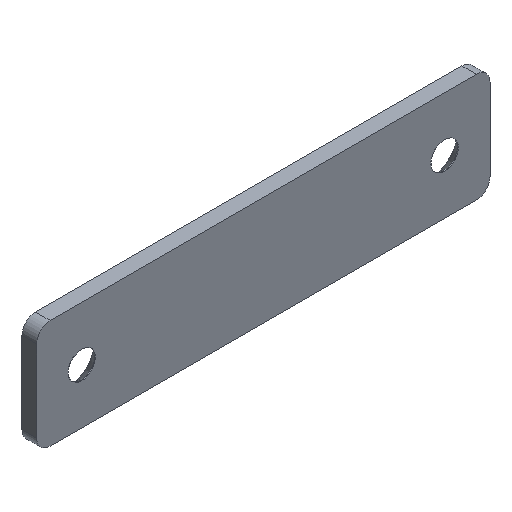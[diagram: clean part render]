
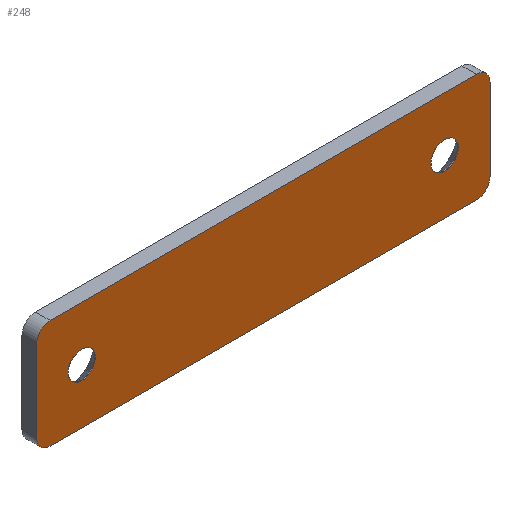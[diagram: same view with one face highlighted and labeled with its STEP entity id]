
A CAD part, isometric view. The second image highlights one B-rep face of the part: STEP entity #248.
In plain terms, the highlighted planar face has unit normal (0, -1, 0).
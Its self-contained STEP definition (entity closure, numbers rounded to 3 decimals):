
#5 = CARTESIAN_POINT ( 'NONE',  ( -25., 0., -4.5 ) ) ;
#6 = CARTESIAN_POINT ( 'NONE',  ( 25., 0., 4.5 ) ) ;
#8 = CARTESIAN_POINT ( 'NONE',  ( 20., 0., 0. ) ) ;
#12 = DIRECTION ( 'NONE',  ( 0., 1., 0. ) ) ;
#14 = CARTESIAN_POINT ( 'NONE',  ( -20., 0., -1.5 ) ) ;
#15 = CARTESIAN_POINT ( 'NONE',  ( 20., 0., 1.5 ) ) ;
#16 = CARTESIAN_POINT ( 'NONE',  ( 25., 0., -4.5 ) ) ;
#17 = CARTESIAN_POINT ( 'NONE',  ( 20., 0., -1.5 ) ) ;
#20 = CARTESIAN_POINT ( 'NONE',  ( -23.5, 0., 6. ) ) ;
#21 = CARTESIAN_POINT ( 'NONE',  ( -25., 0., 4.5 ) ) ;
#22 = CARTESIAN_POINT ( 'NONE',  ( -20., 0., 1.5 ) ) ;
#23 = DIRECTION ( 'NONE',  ( 0., 0., 1. ) ) ;
#28 = CARTESIAN_POINT ( 'NONE',  ( 23.5, 0., 6. ) ) ;
#31 = CARTESIAN_POINT ( 'NONE',  ( 23.5, 0., -6. ) ) ;
#34 = CARTESIAN_POINT ( 'NONE',  ( -23.5, 0., -6. ) ) ;
#41 = CIRCLE ( 'NONE', #46, 1.5 ) ;
#46 = AXIS2_PLACEMENT_3D ( 'NONE', #210, #179, #180 ) ;
#48 = AXIS2_PLACEMENT_3D ( 'NONE', #171, #172, #228 ) ;
#74 = ORIENTED_EDGE ( 'NONE', *, *, #262, .F. ) ;
#75 = ORIENTED_EDGE ( 'NONE', *, *, #277, .T. ) ;
#77 = VERTEX_POINT ( 'NONE', #34 ) ;
#79 = EDGE_LOOP ( 'NONE', ( #89, #91 ) ) ;
#83 = ORIENTED_EDGE ( 'NONE', *, *, #289, .F. ) ;
#85 = VERTEX_POINT ( 'NONE', #17 ) ;
#88 = VERTEX_POINT ( 'NONE', #14 ) ;
#89 = ORIENTED_EDGE ( 'NONE', *, *, #285, .T. ) ;
#91 = ORIENTED_EDGE ( 'NONE', *, *, #236, .T. ) ;
#95 = ORIENTED_EDGE ( 'NONE', *, *, #240, .F. ) ;
#99 = ORIENTED_EDGE ( 'NONE', *, *, #252, .F. ) ;
#100 = VERTEX_POINT ( 'NONE', #15 ) ;
#112 = ORIENTED_EDGE ( 'NONE', *, *, #288, .F. ) ;
#113 = EDGE_LOOP ( 'NONE', ( #114, #139, #112, #95, #99, #74, #83, #126 ) ) ;
#114 = ORIENTED_EDGE ( 'NONE', *, *, #280, .F. ) ;
#115 = VERTEX_POINT ( 'NONE', #28 ) ;
#119 = VERTEX_POINT ( 'NONE', #31 ) ;
#126 = ORIENTED_EDGE ( 'NONE', *, *, #260, .F. ) ;
#127 = VERTEX_POINT ( 'NONE', #20 ) ;
#128 = VERTEX_POINT ( 'NONE', #16 ) ;
#131 = VERTEX_POINT ( 'NONE', #5 ) ;
#137 = EDGE_LOOP ( 'NONE', ( #140, #75 ) ) ;
#139 = ORIENTED_EDGE ( 'NONE', *, *, #257, .F. ) ;
#140 = ORIENTED_EDGE ( 'NONE', *, *, #266, .T. ) ;
#141 = VERTEX_POINT ( 'NONE', #22 ) ;
#147 = VERTEX_POINT ( 'NONE', #21 ) ;
#150 = VERTEX_POINT ( 'NONE', #6 ) ;
#154 = DIRECTION ( 'NONE',  ( 0., 1., 0. ) ) ;
#156 = DIRECTION ( 'NONE',  ( 0., 1., 0. ) ) ;
#171 = CARTESIAN_POINT ( 'NONE',  ( -23.5, 0., 4.5 ) ) ;
#172 = DIRECTION ( 'NONE',  ( 0., 1., 0. ) ) ;
#175 = CARTESIAN_POINT ( 'NONE',  ( -23.5, 0., -4.5 ) ) ;
#179 = DIRECTION ( 'NONE',  ( 0., 1., 0. ) ) ;
#180 = DIRECTION ( 'NONE',  ( 0., 0., -1. ) ) ;
#183 = DIRECTION ( 'NONE',  ( 0., 0., -1. ) ) ;
#192 = DIRECTION ( 'NONE',  ( 0., 0., 1. ) ) ;
#199 = DIRECTION ( 'NONE',  ( 0., 1., 0. ) ) ;
#201 = DIRECTION ( 'NONE',  ( 0., 0., 1. ) ) ;
#210 = CARTESIAN_POINT ( 'NONE',  ( 23.5, 0., -4.5 ) ) ;
#211 = CARTESIAN_POINT ( 'NONE',  ( 20., 0., 0. ) ) ;
#228 = DIRECTION ( 'NONE',  ( 0., 0., 1. ) ) ;
#236 = EDGE_CURVE ( 'NONE', #85, #100, #300, .T. ) ;
#240 = EDGE_CURVE ( 'NONE', #150, #128, #536, .T. ) ;
#248 = ADVANCED_FACE ( 'NONE', ( #554, #523, #541 ), #402, .T. ) ;
#252 = EDGE_CURVE ( 'NONE', #115, #150, #357, .T. ) ;
#257 = EDGE_CURVE ( 'NONE', #119, #77, #555, .T. ) ;
#260 = EDGE_CURVE ( 'NONE', #131, #147, #512, .T. ) ;
#262 = EDGE_CURVE ( 'NONE', #127, #115, #604, .T. ) ;
#266 = EDGE_CURVE ( 'NONE', #141, #88, #366, .T. ) ;
#277 = EDGE_CURVE ( 'NONE', #88, #141, #365, .T. ) ;
#280 = EDGE_CURVE ( 'NONE', #77, #131, #321, .T. ) ;
#285 = EDGE_CURVE ( 'NONE', #100, #85, #355, .T. ) ;
#288 = EDGE_CURVE ( 'NONE', #128, #119, #41, .T. ) ;
#289 = EDGE_CURVE ( 'NONE', #147, #127, #333, .T. ) ;
#300 = CIRCLE ( 'NONE', #301, 1.5 ) ;
#301 = AXIS2_PLACEMENT_3D ( 'NONE', #8, #12, #23 ) ;
#306 = AXIS2_PLACEMENT_3D ( 'NONE', #491, #471, #500 ) ;
#310 = VECTOR ( 'NONE', #432, 1000. ) ;
#318 = VECTOR ( 'NONE', #480, 1000. ) ;
#319 = VECTOR ( 'NONE', #425, 1000. ) ;
#321 = CIRCLE ( 'NONE', #338, 1.5 ) ;
#323 = AXIS2_PLACEMENT_3D ( 'NONE', #211, #156, #201 ) ;
#333 = CIRCLE ( 'NONE', #48, 1.5 ) ;
#338 = AXIS2_PLACEMENT_3D ( 'NONE', #175, #199, #183 ) ;
#339 = AXIS2_PLACEMENT_3D ( 'NONE', #481, #154, #192 ) ;
#341 = VECTOR ( 'NONE', #448, 1000. ) ;
#346 = AXIS2_PLACEMENT_3D ( 'NONE', #466, #430, #428 ) ;
#347 = AXIS2_PLACEMENT_3D ( 'NONE', #411, #509, #438 ) ;
#355 = CIRCLE ( 'NONE', #323, 1.5 ) ;
#357 = CIRCLE ( 'NONE', #306, 1.5 ) ;
#365 = CIRCLE ( 'NONE', #339, 1.5 ) ;
#366 = CIRCLE ( 'NONE', #346, 1.5 ) ;
#402 = PLANE ( 'NONE',  #347 ) ;
#406 = CARTESIAN_POINT ( 'NONE',  ( 25., 0., -4.5 ) ) ;
#411 = CARTESIAN_POINT ( 'NONE',  ( -23.5, 0., -4.5 ) ) ;
#422 = CARTESIAN_POINT ( 'NONE',  ( -23.5, 0., -6. ) ) ;
#423 = CARTESIAN_POINT ( 'NONE',  ( -25., 0., -4.5 ) ) ;
#425 = DIRECTION ( 'NONE',  ( 0., 0., 1. ) ) ;
#428 = DIRECTION ( 'NONE',  ( 0., 0., 1. ) ) ;
#430 = DIRECTION ( 'NONE',  ( 0., 1., 0. ) ) ;
#432 = DIRECTION ( 'NONE',  ( 0., 0., -1. ) ) ;
#438 = DIRECTION ( 'NONE',  ( 0., 0., -1. ) ) ;
#448 = DIRECTION ( 'NONE',  ( -1., 0., 0. ) ) ;
#459 = CARTESIAN_POINT ( 'NONE',  ( -23.5, 0., 6. ) ) ;
#466 = CARTESIAN_POINT ( 'NONE',  ( -20., 0., 0. ) ) ;
#471 = DIRECTION ( 'NONE',  ( 0., 1., 0. ) ) ;
#480 = DIRECTION ( 'NONE',  ( 1., 0., 0. ) ) ;
#481 = CARTESIAN_POINT ( 'NONE',  ( -20., 0., 0. ) ) ;
#491 = CARTESIAN_POINT ( 'NONE',  ( 23.5, 0., 4.5 ) ) ;
#500 = DIRECTION ( 'NONE',  ( 0., 0., 1. ) ) ;
#509 = DIRECTION ( 'NONE',  ( 0., -1., 0. ) ) ;
#512 = LINE ( 'NONE', #423, #319 ) ;
#523 = FACE_BOUND ( 'NONE', #137, .T. ) ;
#536 = LINE ( 'NONE', #406, #310 ) ;
#541 = FACE_OUTER_BOUND ( 'NONE', #113, .T. ) ;
#554 = FACE_BOUND ( 'NONE', #79, .T. ) ;
#555 = LINE ( 'NONE', #422, #341 ) ;
#604 = LINE ( 'NONE', #459, #318 ) ;
